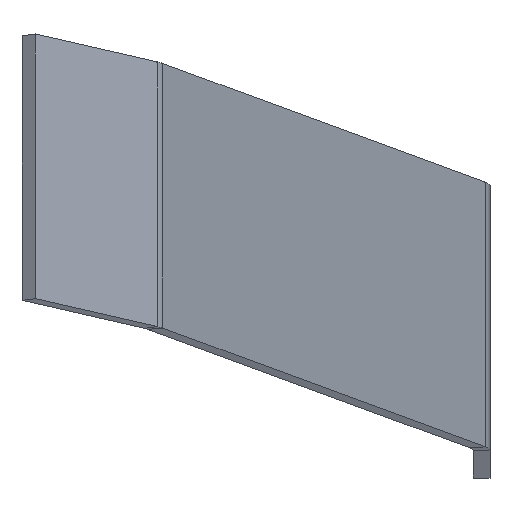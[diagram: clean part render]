
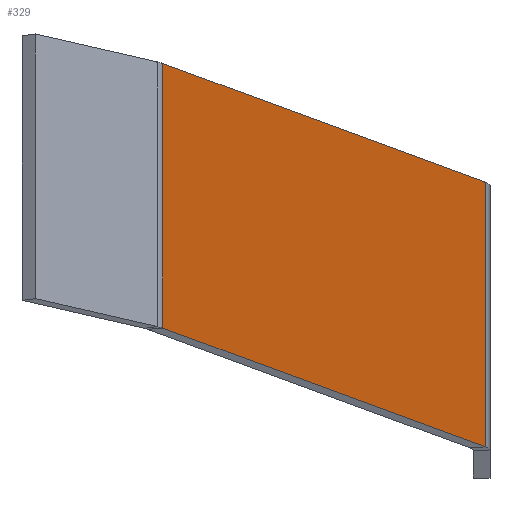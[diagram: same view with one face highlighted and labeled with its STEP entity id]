
A CAD part, top view. The second image highlights one B-rep face of the part: STEP entity #329.
In plain terms, the highlighted planar face has unit normal (0.906, 0.072, 0.417).
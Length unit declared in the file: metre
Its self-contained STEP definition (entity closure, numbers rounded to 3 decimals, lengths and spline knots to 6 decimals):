
#60=ORIENTED_EDGE('',*,*,#139,.T.);
#61=ORIENTED_EDGE('',*,*,#140,.F.);
#62=ORIENTED_EDGE('',*,*,#135,.F.);
#63=ORIENTED_EDGE('',*,*,#141,.T.);
#135=EDGE_CURVE('',#175,#173,#203,.T.);
#139=EDGE_CURVE('',#177,#179,#207,.T.);
#140=EDGE_CURVE('',#173,#179,#208,.F.);
#141=EDGE_CURVE('',#175,#177,#209,.T.);
#173=VERTEX_POINT('',#514);
#175=VERTEX_POINT('',#518);
#177=VERTEX_POINT('',#523);
#179=VERTEX_POINT('',#527);
#203=LINE('',#519,#239);
#207=LINE('',#528,#243);
#208=LINE('',#530,#244);
#209=LINE('',#531,#245);
#239=VECTOR('',#416,1.);
#243=VECTOR('',#422,1.);
#244=VECTOR('',#425,1.);
#245=VECTOR('',#426,1.);
#267=EDGE_LOOP('',(#60,#61,#62,#63));
#289=FACE_BOUND('',#267,.T.);
#311=PLANE('',#364);
#329=ADVANCED_FACE('',(#289),#311,.T.);
#364=AXIS2_PLACEMENT_3D('',#529,#423,#424);
#416=DIRECTION('',(0.423,-0.154,-0.893));
#422=DIRECTION('',(0.423,-0.154,-0.893));
#423=DIRECTION('',(0.906,0.072,0.417));
#424=DIRECTION('',(-0.418,0.,0.909));
#425=DIRECTION('',(0.,0.985,-0.17));
#426=DIRECTION('',(0.,-0.985,0.17));
#514=CARTESIAN_POINT('',(0.051941,0.768221,-0.023989));
#518=CARTESIAN_POINT('',(0.021465,0.779331,0.040381));
#519=CARTESIAN_POINT('',(0.022078,0.779108,0.039086));
#523=CARTESIAN_POINT('',(0.021465,0.754301,0.044701));
#527=CARTESIAN_POINT('',(0.051941,0.743191,-0.019669));
#528=CARTESIAN_POINT('',(0.022078,0.754078,0.043406));
#529=CARTESIAN_POINT('',(0.022078,0.779108,0.039086));
#530=CARTESIAN_POINT('',(0.051941,0.768221,-0.023989));
#531=CARTESIAN_POINT('',(0.021465,0.779331,0.040381));
